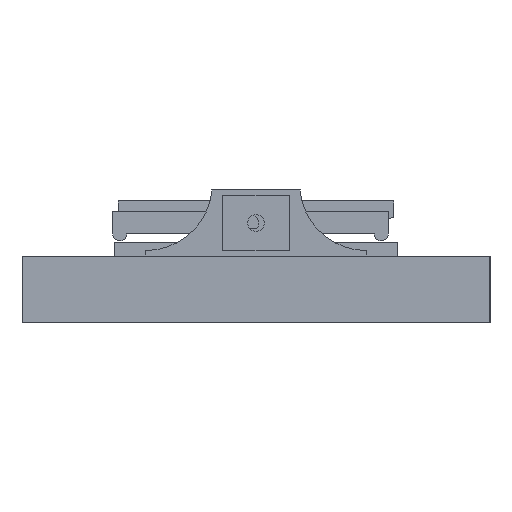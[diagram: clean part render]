
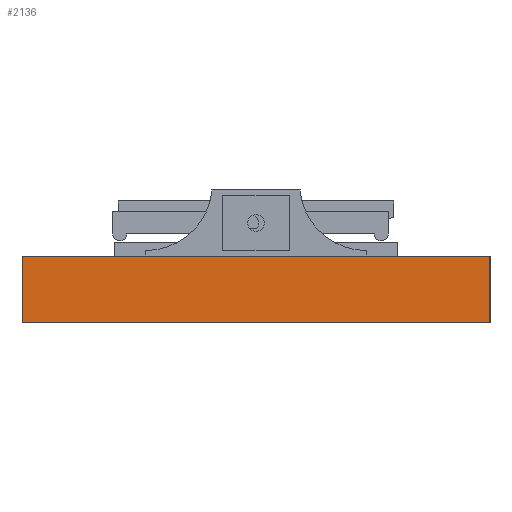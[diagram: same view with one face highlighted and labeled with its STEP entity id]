
A CAD part, left-side view. The second image highlights one B-rep face of the part: STEP entity #2136.
In plain terms, the highlighted planar face has unit normal (-1, 0, 0).
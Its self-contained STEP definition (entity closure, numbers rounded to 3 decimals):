
#140=PLANE('',#2353);
#236=FACE_OUTER_BOUND('',#366,.T.);
#366=EDGE_LOOP('',(#1570,#1571,#1572,#1573));
#518=LINE('',#3255,#749);
#524=LINE('',#3267,#755);
#527=LINE('',#3272,#758);
#528=LINE('',#3274,#759);
#749=VECTOR('',#2606,10.);
#755=VECTOR('',#2614,10.);
#758=VECTOR('',#2621,10.);
#759=VECTOR('',#2624,10.);
#1020=VERTEX_POINT('',#3252);
#1021=VERTEX_POINT('',#3254);
#1023=VERTEX_POINT('',#3260);
#1026=VERTEX_POINT('',#3265);
#1228=EDGE_CURVE('',#1020,#1021,#518,.T.);
#1234=EDGE_CURVE('',#1026,#1023,#524,.T.);
#1237=EDGE_CURVE('',#1021,#1026,#527,.T.);
#1238=EDGE_CURVE('',#1020,#1023,#528,.T.);
#1570=ORIENTED_EDGE('',*,*,#1238,.T.);
#1571=ORIENTED_EDGE('',*,*,#1234,.F.);
#1572=ORIENTED_EDGE('',*,*,#1237,.F.);
#1573=ORIENTED_EDGE('',*,*,#1228,.F.);
#2136=ADVANCED_FACE('',(#236),#140,.F.);
#2353=AXIS2_PLACEMENT_3D('',#3273,#2622,#2623);
#2606=DIRECTION('',(0.,-1.,0.));
#2614=DIRECTION('',(0.,1.,0.));
#2621=DIRECTION('',(0.,0.,-1.));
#2622=DIRECTION('center_axis',(1.,0.,0.));
#2623=DIRECTION('ref_axis',(0.,0.,-1.));
#2624=DIRECTION('',(0.,0.,-1.));
#3252=CARTESIAN_POINT('',(0.,85.,12.));
#3254=CARTESIAN_POINT('',(0.,0.,12.));
#3255=CARTESIAN_POINT('',(0.,42.5,12.));
#3260=CARTESIAN_POINT('',(0.,85.,0.));
#3265=CARTESIAN_POINT('',(0.,0.,0.));
#3267=CARTESIAN_POINT('',(0.,42.5,0.));
#3272=CARTESIAN_POINT('',(0.,0.,6.));
#3273=CARTESIAN_POINT('Origin',(0.,42.5,6.));
#3274=CARTESIAN_POINT('',(0.,85.,6.));
